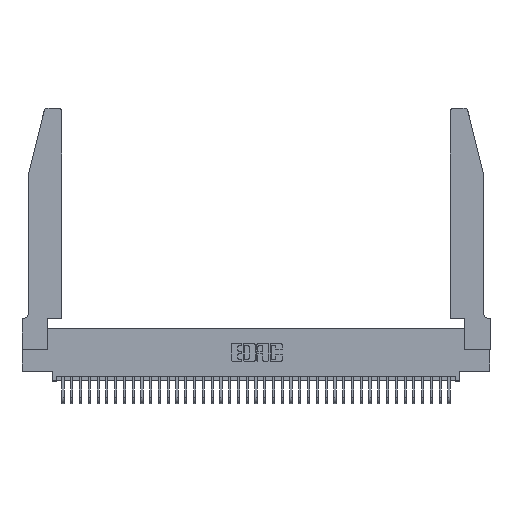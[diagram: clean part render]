
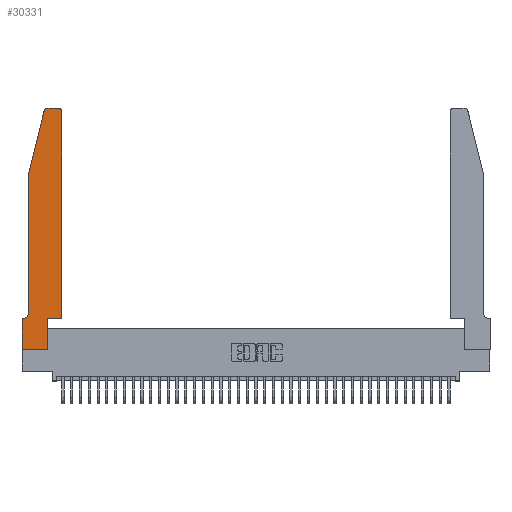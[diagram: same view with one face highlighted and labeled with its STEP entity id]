
A CAD part, top view. The second image highlights one B-rep face of the part: STEP entity #30331.
In plain terms, the highlighted planar face has unit normal (0, 0, 1).
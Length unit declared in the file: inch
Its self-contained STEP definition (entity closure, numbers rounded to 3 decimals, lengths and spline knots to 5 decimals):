
#1405 = VERTEX_POINT ( 'NONE', #5848 ) ;
#1544 = CARTESIAN_POINT ( 'NONE',  ( 0.0055, 0.35, 0.37 ) ) ;
#1785 = CARTESIAN_POINT ( 'NONE',  ( 0.2865, 0.35, 0.37 ) ) ;
#1799 = VECTOR ( 'NONE', #3855, 39.37008 ) ;
#2033 = VECTOR ( 'NONE', #15397, 39.37008 ) ;
#2570 = ORIENTED_EDGE ( 'NONE', *, *, #20496, .T. ) ;
#2623 = CARTESIAN_POINT ( 'NONE',  ( 0., 0.35, 0.37 ) ) ;
#2706 = CARTESIAN_POINT ( 'NONE',  ( 0.0055, 0.42, 0.37 ) ) ;
#3099 = VERTEX_POINT ( 'NONE', #31242 ) ;
#3104 = EDGE_CURVE ( 'NONE', #10259, #1405, #10732, .T. ) ;
#3422 = ORIENTED_EDGE ( 'NONE', *, *, #35366, .T. ) ;
#3855 = DIRECTION ( 'NONE',  ( 0., -1., 0. ) ) ;
#4121 = LINE ( 'NONE', #17638, #37097 ) ;
#4715 = CARTESIAN_POINT ( 'NONE',  ( 0.25487, 2.72718, 0.37 ) ) ;
#5308 = VECTOR ( 'NONE', #35205, 39.37008 ) ;
#5756 = LINE ( 'NONE', #23177, #21875 ) ;
#5848 = CARTESIAN_POINT ( 'NONE',  ( 0.2865, 0., 0.37 ) ) ;
#6011 = DIRECTION ( 'NONE',  ( -1., 0., 0. ) ) ;
#8362 = DIRECTION ( 'NONE',  ( 0., 1., 0. ) ) ;
#8928 = CARTESIAN_POINT ( 'NONE',  ( 0., 0., 0.37 ) ) ;
#9187 = VERTEX_POINT ( 'NONE', #1544 ) ;
#9190 = PLANE ( 'NONE',  #23833 ) ;
#9334 = ORIENTED_EDGE ( 'NONE', *, *, #28335, .T. ) ;
#10008 = CARTESIAN_POINT ( 'NONE',  ( 0.2865, 0.35, 0.37 ) ) ;
#10259 = VERTEX_POINT ( 'NONE', #35061 ) ;
#10441 = LINE ( 'NONE', #35181, #34776 ) ;
#10732 = LINE ( 'NONE', #8928, #2033 ) ;
#11529 = LINE ( 'NONE', #19986, #1799 ) ;
#11626 = CARTESIAN_POINT ( 'NONE',  ( 0.0755, 0.35, 0.37 ) ) ;
#12128 = EDGE_CURVE ( 'NONE', #22906, #20934, #10441, .T. ) ;
#12476 = DIRECTION ( 'NONE',  ( 0., 0., 1. ) ) ;
#12490 = CARTESIAN_POINT ( 'NONE',  ( 0.284, 2.72, 0.37 ) ) ;
#12637 = CARTESIAN_POINT ( 'NONE',  ( 0.0755, 2., 0.37 ) ) ;
#12686 = EDGE_CURVE ( 'NONE', #3099, #9187, #39216, .T. ) ;
#12715 = CARTESIAN_POINT ( 'NONE',  ( 0.4205, 2.75, 0.37 ) ) ;
#13553 = CIRCLE ( 'NONE', #27660, 0.03 ) ;
#13900 = ORIENTED_EDGE ( 'NONE', *, *, #34386, .T. ) ;
#14098 = LINE ( 'NONE', #1785, #30995 ) ;
#14870 = VECTOR ( 'NONE', #26324, 39.37008 ) ;
#15059 = LINE ( 'NONE', #11626, #40355 ) ;
#15397 = DIRECTION ( 'NONE',  ( 1., 0., 0. ) ) ;
#15613 = EDGE_CURVE ( 'NONE', #20934, #3099, #4121, .T. ) ;
#15667 = DIRECTION ( 'NONE',  ( 1., 0., 0. ) ) ;
#15981 = ORIENTED_EDGE ( 'NONE', *, *, #12686, .T. ) ;
#16307 = CARTESIAN_POINT ( 'NONE',  ( 0.4505, 0.35, 0.37 ) ) ;
#16408 = CARTESIAN_POINT ( 'NONE',  ( 0.4505, 2.72, 0.37 ) ) ;
#16458 = CARTESIAN_POINT ( 'NONE',  ( 0.4205, 2.72, 0.37 ) ) ;
#17009 = ORIENTED_EDGE ( 'NONE', *, *, #15613, .T. ) ;
#17153 = CARTESIAN_POINT ( 'NONE',  ( 0.284, 2.75, 0.37 ) ) ;
#17638 = CARTESIAN_POINT ( 'NONE',  ( 0.0755, 2., 0.37 ) ) ;
#17778 = DIRECTION ( 'NONE',  ( 0., -1., 0. ) ) ;
#18183 = VERTEX_POINT ( 'NONE', #17153 ) ;
#19718 = DIRECTION ( 'NONE',  ( 1., 0., 0. ) ) ;
#19821 = CIRCLE ( 'NONE', #36997, 0.03 ) ;
#19986 = CARTESIAN_POINT ( 'NONE',  ( 0., 0., 0.37 ) ) ;
#20496 = EDGE_CURVE ( 'NONE', #31259, #25206, #23393, .T. ) ;
#20934 = VERTEX_POINT ( 'NONE', #12637 ) ;
#21838 = AXIS2_PLACEMENT_3D ( 'NONE', #2706, #25253, #6011 ) ;
#21875 = VECTOR ( 'NONE', #26360, 39.37008 ) ;
#22673 = ORIENTED_EDGE ( 'NONE', *, *, #26656, .T. ) ;
#22906 = VERTEX_POINT ( 'NONE', #4715 ) ;
#23137 = CARTESIAN_POINT ( 'NONE',  ( 0.4505, 0.35, 0.37 ) ) ;
#23177 = CARTESIAN_POINT ( 'NONE',  ( 0.2605, 2.75, 0.37 ) ) ;
#23393 = LINE ( 'NONE', #23137, #14870 ) ;
#23452 = LINE ( 'NONE', #38406, #5308 ) ;
#23833 = AXIS2_PLACEMENT_3D ( 'NONE', #2623, #12476, #34632 ) ;
#23871 = ORIENTED_EDGE ( 'NONE', *, *, #36442, .T. ) ;
#23953 = ORIENTED_EDGE ( 'NONE', *, *, #24125, .T. ) ;
#24125 = EDGE_CURVE ( 'NONE', #9187, #31900, #15059, .T. ) ;
#25206 = VERTEX_POINT ( 'NONE', #16408 ) ;
#25253 = DIRECTION ( 'NONE',  ( 0., 0., -1. ) ) ;
#26044 = EDGE_LOOP ( 'NONE', ( #22673, #9334, #30104, #17009, #15981, #23953, #3422, #27733, #13900, #23871, #2570, #34179 ) ) ;
#26324 = DIRECTION ( 'NONE',  ( 0., 1., 0. ) ) ;
#26360 = DIRECTION ( 'NONE',  ( -1., 0., 0. ) ) ;
#26656 = EDGE_CURVE ( 'NONE', #40732, #18183, #5756, .T. ) ;
#27660 = AXIS2_PLACEMENT_3D ( 'NONE', #16458, #38623, #19718 ) ;
#27733 = ORIENTED_EDGE ( 'NONE', *, *, #3104, .T. ) ;
#28335 = EDGE_CURVE ( 'NONE', #18183, #22906, #19821, .T. ) ;
#30104 = ORIENTED_EDGE ( 'NONE', *, *, #12128, .T. ) ;
#30331 = ADVANCED_FACE ( 'NONE', ( #41146 ), #9190, .T. ) ;
#30668 = DIRECTION ( 'NONE',  ( -1., 0., 0. ) ) ;
#30995 = VECTOR ( 'NONE', #8362, 39.37008 ) ;
#31242 = CARTESIAN_POINT ( 'NONE',  ( 0.0755, 0.42, 0.37 ) ) ;
#31259 = VERTEX_POINT ( 'NONE', #16307 ) ;
#31900 = VERTEX_POINT ( 'NONE', #38282 ) ;
#34179 = ORIENTED_EDGE ( 'NONE', *, *, #35302, .T. ) ;
#34386 = EDGE_CURVE ( 'NONE', #1405, #35301, #14098, .T. ) ;
#34632 = DIRECTION ( 'NONE',  ( 1., 0., 0. ) ) ;
#34641 = DIRECTION ( 'NONE',  ( 0., 0., 1. ) ) ;
#34776 = VECTOR ( 'NONE', #38378, 39.37008 ) ;
#35061 = CARTESIAN_POINT ( 'NONE',  ( 0., 0., 0.37 ) ) ;
#35181 = CARTESIAN_POINT ( 'NONE',  ( 0.0755, 2., 0.37 ) ) ;
#35205 = DIRECTION ( 'NONE',  ( 1., 0., 0. ) ) ;
#35301 = VERTEX_POINT ( 'NONE', #10008 ) ;
#35302 = EDGE_CURVE ( 'NONE', #25206, #40732, #13553, .T. ) ;
#35366 = EDGE_CURVE ( 'NONE', #31900, #10259, #11529, .T. ) ;
#36442 = EDGE_CURVE ( 'NONE', #35301, #31259, #23452, .T. ) ;
#36997 = AXIS2_PLACEMENT_3D ( 'NONE', #12490, #34641, #15667 ) ;
#37097 = VECTOR ( 'NONE', #17778, 39.37008 ) ;
#38282 = CARTESIAN_POINT ( 'NONE',  ( 0., 0.35, 0.37 ) ) ;
#38378 = DIRECTION ( 'NONE',  ( -0.239, -0.971, 0. ) ) ;
#38406 = CARTESIAN_POINT ( 'NONE',  ( 0.4505, 0.35, 0.37 ) ) ;
#38623 = DIRECTION ( 'NONE',  ( 0., 0., 1. ) ) ;
#39216 = CIRCLE ( 'NONE', #21838, 0.07 ) ;
#40355 = VECTOR ( 'NONE', #30668, 39.37008 ) ;
#40732 = VERTEX_POINT ( 'NONE', #12715 ) ;
#41146 = FACE_OUTER_BOUND ( 'NONE', #26044, .T. ) ;
